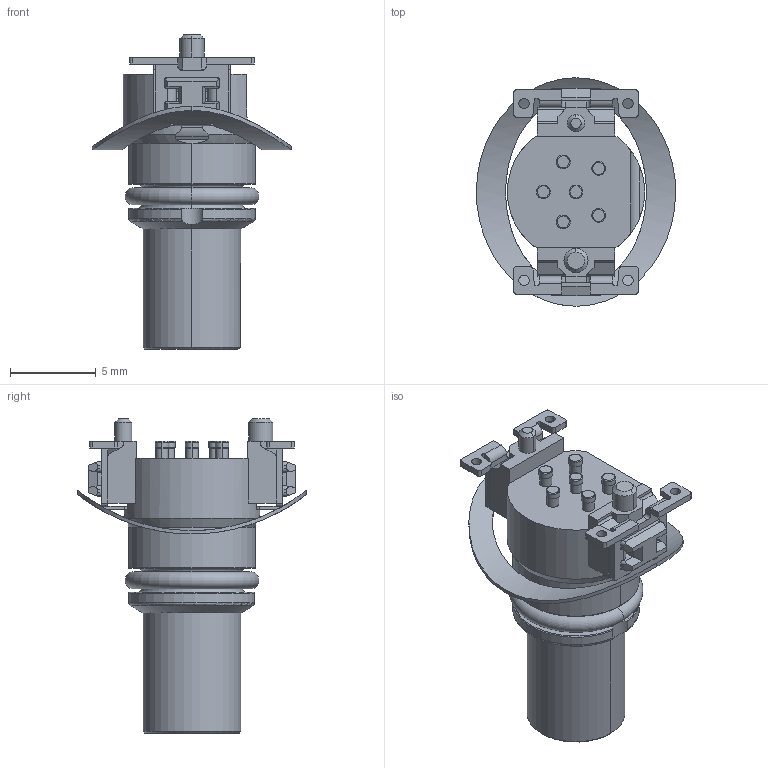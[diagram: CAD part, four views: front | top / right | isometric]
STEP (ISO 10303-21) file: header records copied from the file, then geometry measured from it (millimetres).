
FILE_DESCRIPTION((''),'2;1');
FILE_NAME('1412238','2014-10-10T',('ascheerer'),(''),'PRO/ENGINEER BY PARAMETRIC TECHNOLOGY CORPORATION, 2013230','PRO/ENGINEER BY PARAMETRIC TECHNOLOGY CORPORATION, 2013230','');
FILE_SCHEMA(('AUTOMOTIVE_DESIGN { 1 0 10303 214 1 1 1 1 }'));
Length unit declared in the file: millimetre
Products named in the file (1): 1412238
Bounding box: 11.6 x 13.3 x 18.3 mm (x, y, z)
Volume: 629.5 mm3; surface area: 907.9 mm2
Topology: 1 solids, 1 shells, 519 faces, 1409 edges, 896 vertices
Faces by surface type: plane 275, cylinder 183, cone 35, torus 22, extrusion 4
Entity records: 17028 total; most frequent: CARTESIAN_POINT 3585, ORIENTED_EDGE 2818, DIRECTION 2782, EDGE_CURVE 1409, AXIS2_PLACEMENT_3D 949, VERTEX_POINT 896, VECTOR 884, LINE 880
